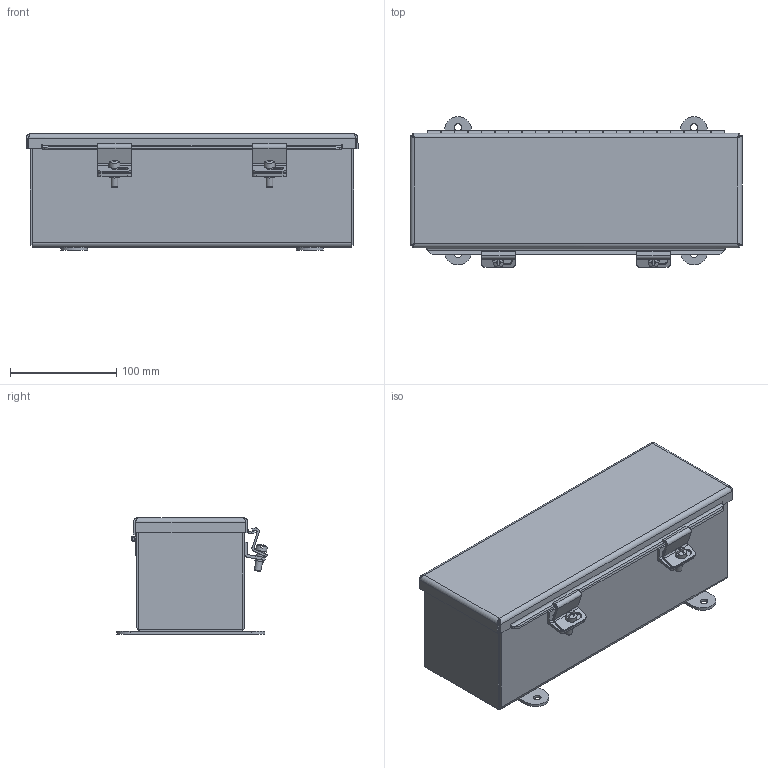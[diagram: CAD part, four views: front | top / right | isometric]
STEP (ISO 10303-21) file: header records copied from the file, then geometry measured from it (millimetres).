
FILE_DESCRIPTION(/* description */ ('NEMA 4X/IP 66 TROUGH, 304 SS, CH, 4x4x12'),/* implementation_level */ '2;1');
FILE_NAME(/* name */ 'T4412CHSS.stp',/* time_stamp */ '2018-05-07T06:08:35-05:00',/* author */ ('mraetz'),/* organization */ (''),/* preprocessor_version */ 'ST-DEVELOPER v17',/* originating_system */ 'Autodesk Inventor 2018',/* authorisation */ '');
FILE_SCHEMA (('AUTOMOTIVE_DESIGN { 1 0 10303 214 3 1 1 }'));
Length unit declared in the file: inch
Products named in the file (13): T4412CHSS; T4412CHSSBKPBKP; T44CHSSLRS; T4412CHSSLID; 32828; 32828_1; 32828_2; 32828_3; T4412CHSSFIP; C2001; C2002; 372134; T44CHSSMTG
Assembly tree (17 placements, depth 3):
  T4412CHSS
    T4412CHSSBKPBKP
    T44CHSSLRS  x2
    T4412CHSSLID
    32828
      32828_1
      32828_2
      32828_3
    T4412CHSSFIP
    C2001  x2
    C2002  x2
    372134  x2
    T44CHSSMTG  x2
Bounding box: 312.74 x 142.2 x 109.77 mm (x, y, z)
Volume: 390415.2 mm3; surface area: 405118 mm2
Topology: 16 solids, 16 shells, 430 faces, 1083 edges, 692 vertices
Faces by surface type: plane 269, cylinder 129, bspline 14, torus 12, sphere 4, cone 2
Full cylindrical faces by diameter (mm): 2.54 x1, 2.794 x8, 2.957 x22, 4.978 x2, 6.35 x2, 7.144 x4, 8.738 x2, 10.402 x2
Entity records: 11183 total; most frequent: CARTESIAN_POINT 2088, DIRECTION 1760, ORIENTED_EDGE 1684, EDGE_CURVE 842, LINE 588, VECTOR 588, AXIS2_PLACEMENT_3D 586, VERTEX_POINT 534
